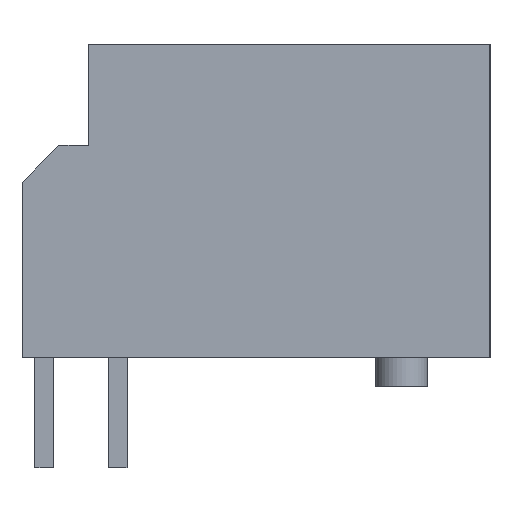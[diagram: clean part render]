
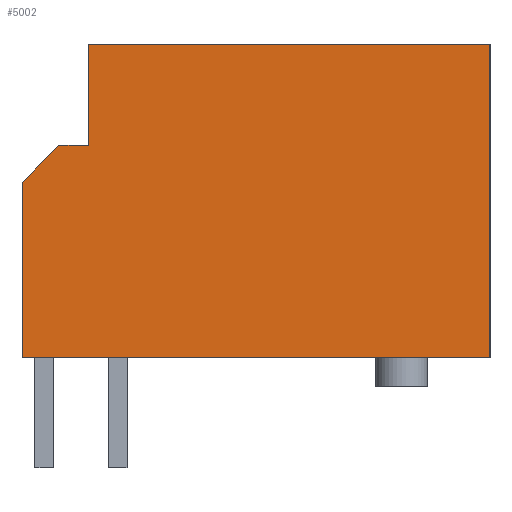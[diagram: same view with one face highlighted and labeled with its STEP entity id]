
A CAD part, left-side view. The second image highlights one B-rep face of the part: STEP entity #5002.
In plain terms, the highlighted planar face has unit normal (-1, 0, 0).
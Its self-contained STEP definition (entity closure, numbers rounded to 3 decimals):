
#255 = PLANE('',#256);
#256 = AXIS2_PLACEMENT_3D('',#257,#258,#259);
#257 = CARTESIAN_POINT('',(-2.,-12.1,0.));
#258 = DIRECTION('',(0.,0.,1.));
#259 = DIRECTION('',(0.,1.,0.));
#473 = VERTEX_POINT('',#474);
#474 = CARTESIAN_POINT('',(-2.,-12.1,0.));
#488 = PLANE('',#489);
#489 = AXIS2_PLACEMENT_3D('',#490,#491,#492);
#490 = CARTESIAN_POINT('',(-2.,-12.1,8.5));
#491 = DIRECTION('',(0.,1.,0.));
#492 = DIRECTION('',(0.,0.,-1.));
#500 = EDGE_CURVE('',#501,#473,#503,.T.);
#501 = VERTEX_POINT('',#502);
#502 = CARTESIAN_POINT('',(-2.,0.6,0.));
#503 = SURFACE_CURVE('',#504,(#508,#515),.PCURVE_S1.);
#504 = LINE('',#505,#506);
#505 = CARTESIAN_POINT('',(-2.,-12.1,0.));
#506 = VECTOR('',#507,1.);
#507 = DIRECTION('',(0.,-1.,0.));
#508 = PCURVE('',#255,#509);
#509 = DEFINITIONAL_REPRESENTATION('',(#510),#514);
#510 = LINE('',#511,#512);
#511 = CARTESIAN_POINT('',(0.,0.));
#512 = VECTOR('',#513,1.);
#513 = DIRECTION('',(-1.,0.));
#514 = ( GEOMETRIC_REPRESENTATION_CONTEXT(2) 
PARAMETRIC_REPRESENTATION_CONTEXT() REPRESENTATION_CONTEXT('2D SPACE',''
  ) );
#515 = PCURVE('',#516,#521);
#516 = PLANE('',#517);
#517 = AXIS2_PLACEMENT_3D('',#518,#519,#520);
#518 = CARTESIAN_POINT('',(-2.,0.6,8.5));
#519 = DIRECTION('',(-1.,0.,0.));
#520 = DIRECTION('',(0.,0.,-1.));
#521 = DEFINITIONAL_REPRESENTATION('',(#522),#526);
#522 = LINE('',#523,#524);
#523 = CARTESIAN_POINT('',(8.5,12.7));
#524 = VECTOR('',#525,1.);
#525 = DIRECTION('',(0.,1.));
#526 = ( GEOMETRIC_REPRESENTATION_CONTEXT(2) 
PARAMETRIC_REPRESENTATION_CONTEXT() REPRESENTATION_CONTEXT('2D SPACE',''
  ) );
#544 = PLANE('',#545);
#545 = AXIS2_PLACEMENT_3D('',#546,#547,#548);
#546 = CARTESIAN_POINT('',(-2.,0.6,4.75));
#547 = DIRECTION('',(0.,-1.,0.));
#548 = DIRECTION('',(0.,0.,1.));
#720 = VERTEX_POINT('',#721);
#721 = CARTESIAN_POINT('',(-2.,0.6,4.75));
#737 = PLANE('',#738);
#738 = AXIS2_PLACEMENT_3D('',#739,#740,#741);
#739 = CARTESIAN_POINT('',(-2.,0.6,4.75));
#740 = DIRECTION('',(0.,-0.707,-0.707
    ));
#741 = DIRECTION('',(0.,-0.707,0.707)
  );
#771 = EDGE_CURVE('',#720,#501,#772,.T.);
#772 = SURFACE_CURVE('',#773,(#777,#784),.PCURVE_S1.);
#773 = LINE('',#774,#775);
#774 = CARTESIAN_POINT('',(-2.,0.6,4.75));
#775 = VECTOR('',#776,1.);
#776 = DIRECTION('',(0.,0.,-1.));
#777 = PCURVE('',#544,#778);
#778 = DEFINITIONAL_REPRESENTATION('',(#779),#783);
#779 = LINE('',#780,#781);
#780 = CARTESIAN_POINT('',(0.,0.));
#781 = VECTOR('',#782,1.);
#782 = DIRECTION('',(-1.,0.));
#783 = ( GEOMETRIC_REPRESENTATION_CONTEXT(2) 
PARAMETRIC_REPRESENTATION_CONTEXT() REPRESENTATION_CONTEXT('2D SPACE',''
  ) );
#784 = PCURVE('',#516,#785);
#785 = DEFINITIONAL_REPRESENTATION('',(#786),#790);
#786 = LINE('',#787,#788);
#787 = CARTESIAN_POINT('',(3.75,0.));
#788 = VECTOR('',#789,1.);
#789 = DIRECTION('',(1.,0.));
#790 = ( GEOMETRIC_REPRESENTATION_CONTEXT(2) 
PARAMETRIC_REPRESENTATION_CONTEXT() REPRESENTATION_CONTEXT('2D SPACE',''
  ) );
#854 = VERTEX_POINT('',#855);
#855 = CARTESIAN_POINT('',(-2.,-12.1,8.5));
#869 = PLANE('',#870);
#870 = AXIS2_PLACEMENT_3D('',#871,#872,#873);
#871 = CARTESIAN_POINT('',(-2.,-12.1,8.5));
#872 = DIRECTION('',(0.,0.,-1.));
#873 = DIRECTION('',(0.,-1.,0.));
#881 = EDGE_CURVE('',#473,#854,#882,.T.);
#882 = SURFACE_CURVE('',#883,(#887,#894),.PCURVE_S1.);
#883 = LINE('',#884,#885);
#884 = CARTESIAN_POINT('',(-2.,-12.1,8.5));
#885 = VECTOR('',#886,1.);
#886 = DIRECTION('',(0.,0.,1.));
#887 = PCURVE('',#488,#888);
#888 = DEFINITIONAL_REPRESENTATION('',(#889),#893);
#889 = LINE('',#890,#891);
#890 = CARTESIAN_POINT('',(0.,0.));
#891 = VECTOR('',#892,1.);
#892 = DIRECTION('',(-1.,0.));
#893 = ( GEOMETRIC_REPRESENTATION_CONTEXT(2) 
PARAMETRIC_REPRESENTATION_CONTEXT() REPRESENTATION_CONTEXT('2D SPACE',''
  ) );
#894 = PCURVE('',#516,#895);
#895 = DEFINITIONAL_REPRESENTATION('',(#896),#900);
#896 = LINE('',#897,#898);
#897 = CARTESIAN_POINT('',(0.,12.7));
#898 = VECTOR('',#899,1.);
#899 = DIRECTION('',(-1.,0.));
#900 = ( GEOMETRIC_REPRESENTATION_CONTEXT(2) 
PARAMETRIC_REPRESENTATION_CONTEXT() REPRESENTATION_CONTEXT('2D SPACE',''
  ) );
#4965 = PLANE('',#4966);
#4966 = AXIS2_PLACEMENT_3D('',#4967,#4968,#4969);
#4967 = CARTESIAN_POINT('',(-2.,-0.4,5.75));
#4968 = DIRECTION('',(0.,0.,-1.));
#4969 = DIRECTION('',(0.,-1.,0.));
#4991 = PLANE('',#4992);
#4992 = AXIS2_PLACEMENT_3D('',#4993,#4994,#4995);
#4993 = CARTESIAN_POINT('',(-2.,-1.2,5.75));
#4994 = DIRECTION('',(0.,-1.,0.));
#4995 = DIRECTION('',(0.,0.,1.));
#5002 = ADVANCED_FACE('',(#5003),#516,.T.);
#5003 = FACE_BOUND('',#5004,.T.);
#5004 = EDGE_LOOP('',(#5005,#5028,#5051,#5074,#5095,#5096,#5097));
#5005 = ORIENTED_EDGE('',*,*,#5006,.T.);
#5006 = EDGE_CURVE('',#854,#5007,#5009,.T.);
#5007 = VERTEX_POINT('',#5008);
#5008 = CARTESIAN_POINT('',(-2.,-1.2,8.5));
#5009 = SURFACE_CURVE('',#5010,(#5014,#5021),.PCURVE_S1.);
#5010 = LINE('',#5011,#5012);
#5011 = CARTESIAN_POINT('',(-2.,-12.1,8.5));
#5012 = VECTOR('',#5013,1.);
#5013 = DIRECTION('',(0.,1.,0.));
#5014 = PCURVE('',#516,#5015);
#5015 = DEFINITIONAL_REPRESENTATION('',(#5016),#5020);
#5016 = LINE('',#5017,#5018);
#5017 = CARTESIAN_POINT('',(0.,12.7));
#5018 = VECTOR('',#5019,1.);
#5019 = DIRECTION('',(0.,-1.));
#5020 = ( GEOMETRIC_REPRESENTATION_CONTEXT(2) 
PARAMETRIC_REPRESENTATION_CONTEXT() REPRESENTATION_CONTEXT('2D SPACE',''
  ) );
#5021 = PCURVE('',#869,#5022);
#5022 = DEFINITIONAL_REPRESENTATION('',(#5023),#5027);
#5023 = LINE('',#5024,#5025);
#5024 = CARTESIAN_POINT('',(0.,0.));
#5025 = VECTOR('',#5026,1.);
#5026 = DIRECTION('',(-1.,0.));
#5027 = ( GEOMETRIC_REPRESENTATION_CONTEXT(2) 
PARAMETRIC_REPRESENTATION_CONTEXT() REPRESENTATION_CONTEXT('2D SPACE',''
  ) );
#5028 = ORIENTED_EDGE('',*,*,#5029,.T.);
#5029 = EDGE_CURVE('',#5007,#5030,#5032,.T.);
#5030 = VERTEX_POINT('',#5031);
#5031 = CARTESIAN_POINT('',(-2.,-1.2,5.75));
#5032 = SURFACE_CURVE('',#5033,(#5037,#5044),.PCURVE_S1.);
#5033 = LINE('',#5034,#5035);
#5034 = CARTESIAN_POINT('',(-2.,-1.2,5.75));
#5035 = VECTOR('',#5036,1.);
#5036 = DIRECTION('',(0.,0.,-1.));
#5037 = PCURVE('',#516,#5038);
#5038 = DEFINITIONAL_REPRESENTATION('',(#5039),#5043);
#5039 = LINE('',#5040,#5041);
#5040 = CARTESIAN_POINT('',(2.75,1.8));
#5041 = VECTOR('',#5042,1.);
#5042 = DIRECTION('',(1.,0.));
#5043 = ( GEOMETRIC_REPRESENTATION_CONTEXT(2) 
PARAMETRIC_REPRESENTATION_CONTEXT() REPRESENTATION_CONTEXT('2D SPACE',''
  ) );
#5044 = PCURVE('',#4991,#5045);
#5045 = DEFINITIONAL_REPRESENTATION('',(#5046),#5050);
#5046 = LINE('',#5047,#5048);
#5047 = CARTESIAN_POINT('',(0.,0.));
#5048 = VECTOR('',#5049,1.);
#5049 = DIRECTION('',(-1.,0.));
#5050 = ( GEOMETRIC_REPRESENTATION_CONTEXT(2) 
PARAMETRIC_REPRESENTATION_CONTEXT() REPRESENTATION_CONTEXT('2D SPACE',''
  ) );
#5051 = ORIENTED_EDGE('',*,*,#5052,.T.);
#5052 = EDGE_CURVE('',#5030,#5053,#5055,.T.);
#5053 = VERTEX_POINT('',#5054);
#5054 = CARTESIAN_POINT('',(-2.,-0.4,5.75));
#5055 = SURFACE_CURVE('',#5056,(#5060,#5067),.PCURVE_S1.);
#5056 = LINE('',#5057,#5058);
#5057 = CARTESIAN_POINT('',(-2.,-0.4,5.75));
#5058 = VECTOR('',#5059,1.);
#5059 = DIRECTION('',(0.,1.,0.));
#5060 = PCURVE('',#516,#5061);
#5061 = DEFINITIONAL_REPRESENTATION('',(#5062),#5066);
#5062 = LINE('',#5063,#5064);
#5063 = CARTESIAN_POINT('',(2.75,1.));
#5064 = VECTOR('',#5065,1.);
#5065 = DIRECTION('',(0.,-1.));
#5066 = ( GEOMETRIC_REPRESENTATION_CONTEXT(2) 
PARAMETRIC_REPRESENTATION_CONTEXT() REPRESENTATION_CONTEXT('2D SPACE',''
  ) );
#5067 = PCURVE('',#4965,#5068);
#5068 = DEFINITIONAL_REPRESENTATION('',(#5069),#5073);
#5069 = LINE('',#5070,#5071);
#5070 = CARTESIAN_POINT('',(0.,0.));
#5071 = VECTOR('',#5072,1.);
#5072 = DIRECTION('',(-1.,0.));
#5073 = ( GEOMETRIC_REPRESENTATION_CONTEXT(2) 
PARAMETRIC_REPRESENTATION_CONTEXT() REPRESENTATION_CONTEXT('2D SPACE',''
  ) );
#5074 = ORIENTED_EDGE('',*,*,#5075,.T.);
#5075 = EDGE_CURVE('',#5053,#720,#5076,.T.);
#5076 = SURFACE_CURVE('',#5077,(#5081,#5088),.PCURVE_S1.);
#5077 = LINE('',#5078,#5079);
#5078 = CARTESIAN_POINT('',(-2.,0.6,4.75));
#5079 = VECTOR('',#5080,1.);
#5080 = DIRECTION('',(0.,0.707,
    -0.707));
#5081 = PCURVE('',#516,#5082);
#5082 = DEFINITIONAL_REPRESENTATION('',(#5083),#5087);
#5083 = LINE('',#5084,#5085);
#5084 = CARTESIAN_POINT('',(3.75,0.));
#5085 = VECTOR('',#5086,1.);
#5086 = DIRECTION('',(0.707,-0.707));
#5087 = ( GEOMETRIC_REPRESENTATION_CONTEXT(2) 
PARAMETRIC_REPRESENTATION_CONTEXT() REPRESENTATION_CONTEXT('2D SPACE',''
  ) );
#5088 = PCURVE('',#737,#5089);
#5089 = DEFINITIONAL_REPRESENTATION('',(#5090),#5094);
#5090 = LINE('',#5091,#5092);
#5091 = CARTESIAN_POINT('',(0.,0.));
#5092 = VECTOR('',#5093,1.);
#5093 = DIRECTION('',(-1.,0.));
#5094 = ( GEOMETRIC_REPRESENTATION_CONTEXT(2) 
PARAMETRIC_REPRESENTATION_CONTEXT() REPRESENTATION_CONTEXT('2D SPACE',''
  ) );
#5095 = ORIENTED_EDGE('',*,*,#771,.T.);
#5096 = ORIENTED_EDGE('',*,*,#500,.T.);
#5097 = ORIENTED_EDGE('',*,*,#881,.T.);
